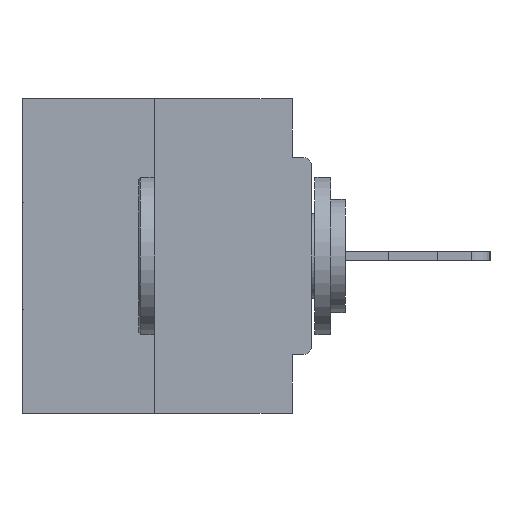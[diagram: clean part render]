
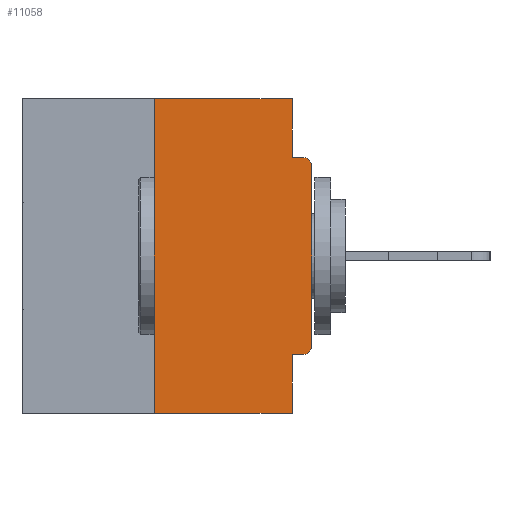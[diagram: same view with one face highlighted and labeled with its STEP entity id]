
A CAD part, left-side view. The second image highlights one B-rep face of the part: STEP entity #11058.
In plain terms, the highlighted planar face has unit normal (-1, 0, 0).
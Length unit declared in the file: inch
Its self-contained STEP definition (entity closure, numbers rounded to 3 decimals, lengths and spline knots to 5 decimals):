
#290 = AXIS2_PLACEMENT_3D ( 'NONE', #4510, #17515, #1594 ) ;
#308 = ORIENTED_EDGE ( 'NONE', *, *, #5958, .F. ) ;
#405 = LINE ( 'NONE', #28172, #31462 ) ;
#1234 = DIRECTION ( 'NONE',  ( 0., 0., -1. ) ) ;
#1594 = DIRECTION ( 'NONE',  ( 0., 0., -1. ) ) ;
#1610 = CARTESIAN_POINT ( 'NONE',  ( 0., 0., 0. ) ) ;
#1665 = CARTESIAN_POINT ( 'NONE',  ( 0., 0.031, -0.5 ) ) ;
#1796 = CIRCLE ( 'NONE', #11642, 0.015 ) ;
#1949 = EDGE_CURVE ( 'NONE', #2101, #32517, #24952, .T. ) ;
#2035 = CARTESIAN_POINT ( 'NONE',  ( 0., 0., -0.1085 ) ) ;
#2101 = VERTEX_POINT ( 'NONE', #29827 ) ;
#3091 = VECTOR ( 'NONE', #5236, 39.37008 ) ;
#3257 = EDGE_CURVE ( 'NONE', #30517, #30625, #29914, .T. ) ;
#3889 = ORIENTED_EDGE ( 'NONE', *, *, #34149, .F. ) ;
#4018 = CARTESIAN_POINT ( 'NONE',  ( 0., 0.015, -0.1085 ) ) ;
#4239 = VECTOR ( 'NONE', #30400, 39.37008 ) ;
#4510 = CARTESIAN_POINT ( 'NONE',  ( 0., 0.015, -0.3915 ) ) ;
#4944 = ORIENTED_EDGE ( 'NONE', *, *, #17471, .F. ) ;
#5236 = DIRECTION ( 'NONE',  ( 0., 0., -1. ) ) ;
#5239 = ORIENTED_EDGE ( 'NONE', *, *, #17674, .F. ) ;
#5364 = CARTESIAN_POINT ( 'NONE',  ( 0., 0.031, -0.5 ) ) ;
#5370 = CARTESIAN_POINT ( 'NONE',  ( 0., 0.031, 0. ) ) ;
#5409 = LINE ( 'NONE', #1610, #33079 ) ;
#5790 = CARTESIAN_POINT ( 'NONE',  ( 0., 0.031, 0. ) ) ;
#5958 = EDGE_CURVE ( 'NONE', #2101, #30517, #33313, .T. ) ;
#6328 = CARTESIAN_POINT ( 'NONE',  ( 0., 0., -0.4065 ) ) ;
#7103 = EDGE_CURVE ( 'NONE', #16254, #8974, #1796, .T. ) ;
#7593 = LINE ( 'NONE', #17952, #18509 ) ;
#8847 = LINE ( 'NONE', #19588, #4239 ) ;
#8908 = CARTESIAN_POINT ( 'NONE',  ( 0., 0.031, -0.4065 ) ) ;
#8974 = VERTEX_POINT ( 'NONE', #24879 ) ;
#9630 = CARTESIAN_POINT ( 'NONE',  ( 0., 0.031, -0.0935 ) ) ;
#10493 = ORIENTED_EDGE ( 'NONE', *, *, #26597, .T. ) ;
#10821 = CARTESIAN_POINT ( 'NONE',  ( 0., 0.25, -0.5 ) ) ;
#11058 = ADVANCED_FACE ( 'NONE', ( #16978 ), #26318, .F. ) ;
#11642 = AXIS2_PLACEMENT_3D ( 'NONE', #4018, #33591, #1234 ) ;
#12630 = EDGE_LOOP ( 'NONE', ( #21231, #5239, #30249, #31453, #308, #24579, #10493, #32274, #4944, #3889 ) ) ;
#14571 = LINE ( 'NONE', #20718, #24210 ) ;
#14763 = DIRECTION ( 'NONE',  ( 0., -1., 0. ) ) ;
#15263 = DIRECTION ( 'NONE',  ( 0., 0., 1. ) ) ;
#15664 = VECTOR ( 'NONE', #25449, 39.37008 ) ;
#16254 = VERTEX_POINT ( 'NONE', #2035 ) ;
#16978 = FACE_OUTER_BOUND ( 'NONE', #12630, .T. ) ;
#17471 = EDGE_CURVE ( 'NONE', #34218, #8974, #8847, .T. ) ;
#17515 = DIRECTION ( 'NONE',  ( -1., 0., 0. ) ) ;
#17674 = EDGE_CURVE ( 'NONE', #24709, #31931, #7593, .T. ) ;
#17952 = CARTESIAN_POINT ( 'NONE',  ( 0., 0.25, 0. ) ) ;
#18098 = CARTESIAN_POINT ( 'NONE',  ( 0., 0., -0.3915 ) ) ;
#18267 = DIRECTION ( 'NONE',  ( 0., -1., 0. ) ) ;
#18509 = VECTOR ( 'NONE', #26172, 39.37008 ) ;
#19282 = EDGE_CURVE ( 'NONE', #24709, #30625, #14571, .T. ) ;
#19588 = CARTESIAN_POINT ( 'NONE',  ( 0., 0., -0.0935 ) ) ;
#20718 = CARTESIAN_POINT ( 'NONE',  ( 0., 0.46, -0.5 ) ) ;
#21231 = ORIENTED_EDGE ( 'NONE', *, *, #25099, .F. ) ;
#23682 = AXIS2_PLACEMENT_3D ( 'NONE', #34526, #29124, #34617 ) ;
#23720 = VECTOR ( 'NONE', #30190, 39.37008 ) ;
#24210 = VECTOR ( 'NONE', #18267, 39.37008 ) ;
#24579 = ORIENTED_EDGE ( 'NONE', *, *, #1949, .T. ) ;
#24709 = VERTEX_POINT ( 'NONE', #10821 ) ;
#24879 = CARTESIAN_POINT ( 'NONE',  ( 0., 0.015, -0.0935 ) ) ;
#24952 = CIRCLE ( 'NONE', #290, 0.015 ) ;
#25099 = EDGE_CURVE ( 'NONE', #31931, #33046, #405, .T. ) ;
#25449 = DIRECTION ( 'NONE',  ( 0., 1., 0. ) ) ;
#26172 = DIRECTION ( 'NONE',  ( 0., 0., 1. ) ) ;
#26318 = PLANE ( 'NONE',  #23682 ) ;
#26597 = EDGE_CURVE ( 'NONE', #32517, #16254, #5409, .T. ) ;
#28172 = CARTESIAN_POINT ( 'NONE',  ( 0., 0.46, 0. ) ) ;
#29124 = DIRECTION ( 'NONE',  ( 1., 0., 0. ) ) ;
#29827 = CARTESIAN_POINT ( 'NONE',  ( 0., 0.015, -0.4065 ) ) ;
#29914 = LINE ( 'NONE', #5364, #3091 ) ;
#30190 = DIRECTION ( 'NONE',  ( 0., 0., -1. ) ) ;
#30249 = ORIENTED_EDGE ( 'NONE', *, *, #19282, .T. ) ;
#30400 = DIRECTION ( 'NONE',  ( 0., -1., 0. ) ) ;
#30517 = VERTEX_POINT ( 'NONE', #8908 ) ;
#30625 = VERTEX_POINT ( 'NONE', #1665 ) ;
#30878 = LINE ( 'NONE', #5790, #23720 ) ;
#31453 = ORIENTED_EDGE ( 'NONE', *, *, #3257, .F. ) ;
#31462 = VECTOR ( 'NONE', #14763, 39.37008 ) ;
#31931 = VERTEX_POINT ( 'NONE', #34275 ) ;
#32274 = ORIENTED_EDGE ( 'NONE', *, *, #7103, .T. ) ;
#32517 = VERTEX_POINT ( 'NONE', #18098 ) ;
#33046 = VERTEX_POINT ( 'NONE', #5370 ) ;
#33079 = VECTOR ( 'NONE', #15263, 39.37008 ) ;
#33313 = LINE ( 'NONE', #6328, #15664 ) ;
#33591 = DIRECTION ( 'NONE',  ( -1., 0., 0. ) ) ;
#34149 = EDGE_CURVE ( 'NONE', #33046, #34218, #30878, .T. ) ;
#34218 = VERTEX_POINT ( 'NONE', #9630 ) ;
#34275 = CARTESIAN_POINT ( 'NONE',  ( 0., 0.25, 0. ) ) ;
#34526 = CARTESIAN_POINT ( 'NONE',  ( 0., 0.46, 0. ) ) ;
#34617 = DIRECTION ( 'NONE',  ( 0., 0., -1. ) ) ;
